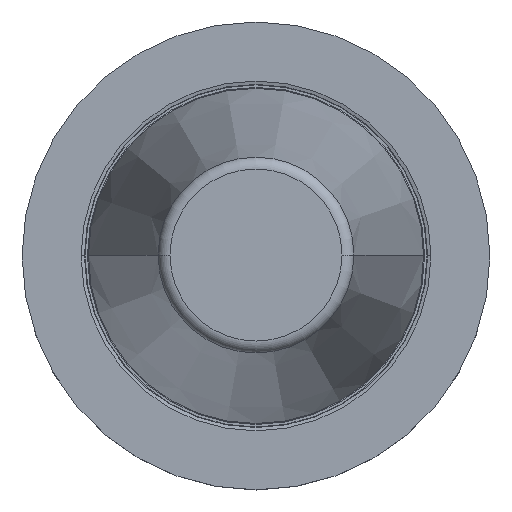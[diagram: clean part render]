
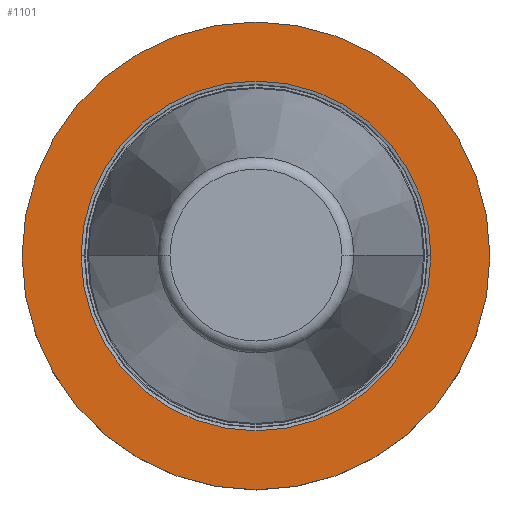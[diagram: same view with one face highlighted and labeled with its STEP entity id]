
A CAD part, top view. The second image highlights one B-rep face of the part: STEP entity #1101.
In plain terms, the highlighted planar face has unit normal (0, 0, 1).
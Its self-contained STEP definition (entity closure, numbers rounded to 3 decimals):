
#112=CARTESIAN_POINT('',(0.,0.,-3.2));
#113=DIRECTION('',(0.,0.,1.));
#114=DIRECTION('',(1.,0.,0.));
#115=AXIS2_PLACEMENT_3D('',#112,#113,#114);
#120=CARTESIAN_POINT('',(0.,0.,-3.2));
#121=DIRECTION('',(0.,0.,-1.));
#122=DIRECTION('',(1.,0.,0.));
#123=AXIS2_PLACEMENT_3D('',#120,#121,#122);
#128=CARTESIAN_POINT('',(0.,0.,-3.2));
#129=DIRECTION('',(0.,0.,1.));
#130=DIRECTION('',(1.,0.,0.));
#131=AXIS2_PLACEMENT_3D('',#128,#129,#130);
#136=CARTESIAN_POINT('',(0.,0.,-3.2));
#137=DIRECTION('',(0.,0.,1.));
#138=DIRECTION('',(-1.,0.,0.));
#139=AXIS2_PLACEMENT_3D('',#136,#137,#138);
#914=CARTESIAN_POINT('',(48.75,0.,-3.2));
#915=CARTESIAN_POINT('',(-48.75,0.,-3.2));
#916=VERTEX_POINT('',#914);
#917=VERTEX_POINT('',#915);
#980=CARTESIAN_POINT('',(36.446,0.,-3.2));
#981=VERTEX_POINT('',#980);
#984=CARTESIAN_POINT('',(-36.446,0.,-3.2));
#985=VERTEX_POINT('',#984);
#1086=CARTESIAN_POINT('',(0.,0.,-3.2));
#1087=DIRECTION('',(0.,0.,-1.));
#1088=DIRECTION('',(-1.,0.,0.));
#1089=AXIS2_PLACEMENT_3D('',#1086,#1087,#1088);
#1090=PLANE('',#1089);
#1091=ORIENTED_EDGE('',*,*,#1066,.F.);
#1092=ORIENTED_EDGE('',*,*,#1007,.T.);
#1093=EDGE_LOOP('',(#1091,#1092));
#1094=FACE_OUTER_BOUND('',#1093,.F.);
#1096=ORIENTED_EDGE('',*,*,#1095,.T.);
#1098=ORIENTED_EDGE('',*,*,#1097,.T.);
#1099=EDGE_LOOP('',(#1096,#1098));
#1100=FACE_BOUND('',#1099,.F.);
#1101=ADVANCED_FACE('',(#1094,#1100),#1090,.F.);
#116=CIRCLE('',#115,48.75);
#124=CIRCLE('',#123,48.75);
#132=CIRCLE('',#131,36.446);
#140=CIRCLE('',#139,36.446);
#1007=EDGE_CURVE('',#916,#917,#124,.T.);
#1066=EDGE_CURVE('',#916,#917,#116,.T.);
#1095=EDGE_CURVE('',#981,#985,#132,.T.);
#1097=EDGE_CURVE('',#985,#981,#140,.T.);
